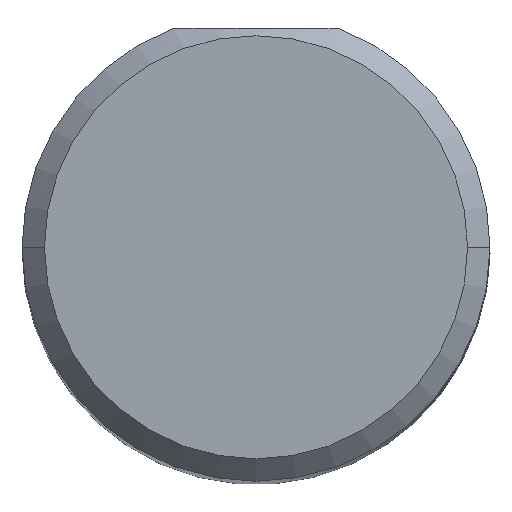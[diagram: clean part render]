
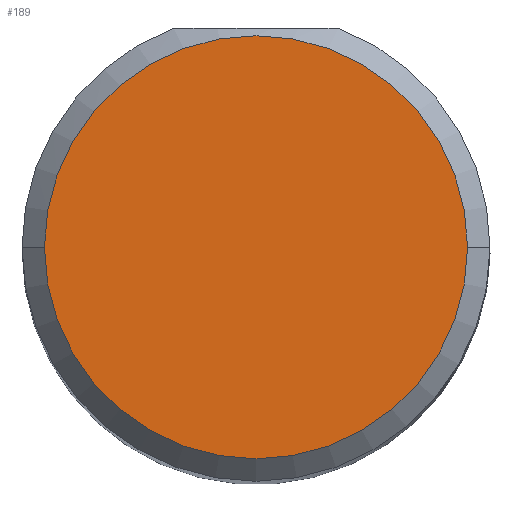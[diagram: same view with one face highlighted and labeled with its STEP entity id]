
A CAD part, top view. The second image highlights one B-rep face of the part: STEP entity #189.
In plain terms, the highlighted planar face has unit normal (0, 0, 1).
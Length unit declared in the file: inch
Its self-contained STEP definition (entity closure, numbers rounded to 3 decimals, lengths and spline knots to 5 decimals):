
#17 = EDGE_LOOP ( 'NONE', ( #26, #304 ) ) ;
#26 = ORIENTED_EDGE ( 'NONE', *, *, #533, .T. ) ;
#41 = DIRECTION ( 'NONE',  ( 0., 0., 1. ) ) ;
#79 = VERTEX_POINT ( 'NONE', #653 ) ;
#112 = DIRECTION ( 'NONE',  ( 0., 0., 1. ) ) ;
#118 = EDGE_CURVE ( 'NONE', #758, #79, #452, .T. ) ;
#128 = AXIS2_PLACEMENT_3D ( 'NONE', #743, #41, #738 ) ;
#189 = ADVANCED_FACE ( 'NONE', ( #421 ), #193, .T. ) ;
#193 = PLANE ( 'NONE',  #555 ) ;
#221 = CARTESIAN_POINT ( 'NONE',  ( 0., 0., 2.5 ) ) ;
#304 = ORIENTED_EDGE ( 'NONE', *, *, #118, .T. ) ;
#356 = CARTESIAN_POINT ( 'NONE',  ( 0., 0., 2.5 ) ) ;
#421 = FACE_OUTER_BOUND ( 'NONE', #17, .T. ) ;
#452 = CIRCLE ( 'NONE', #467, 0.14125 ) ;
#459 = CARTESIAN_POINT ( 'NONE',  ( 0.14125, 0., 2.5 ) ) ;
#467 = AXIS2_PLACEMENT_3D ( 'NONE', #221, #112, #588 ) ;
#533 = EDGE_CURVE ( 'NONE', #79, #758, #570, .T. ) ;
#538 = DIRECTION ( 'NONE',  ( 0., 0., 1. ) ) ;
#555 = AXIS2_PLACEMENT_3D ( 'NONE', #356, #538, #669 ) ;
#570 = CIRCLE ( 'NONE', #128, 0.14125 ) ;
#588 = DIRECTION ( 'NONE',  ( 1., 0., 0. ) ) ;
#653 = CARTESIAN_POINT ( 'NONE',  ( -0.14125, 0., 2.5 ) ) ;
#669 = DIRECTION ( 'NONE',  ( 1., 0., 0. ) ) ;
#738 = DIRECTION ( 'NONE',  ( 1., 0., 0. ) ) ;
#743 = CARTESIAN_POINT ( 'NONE',  ( 0., 0., 2.5 ) ) ;
#758 = VERTEX_POINT ( 'NONE', #459 ) ;
